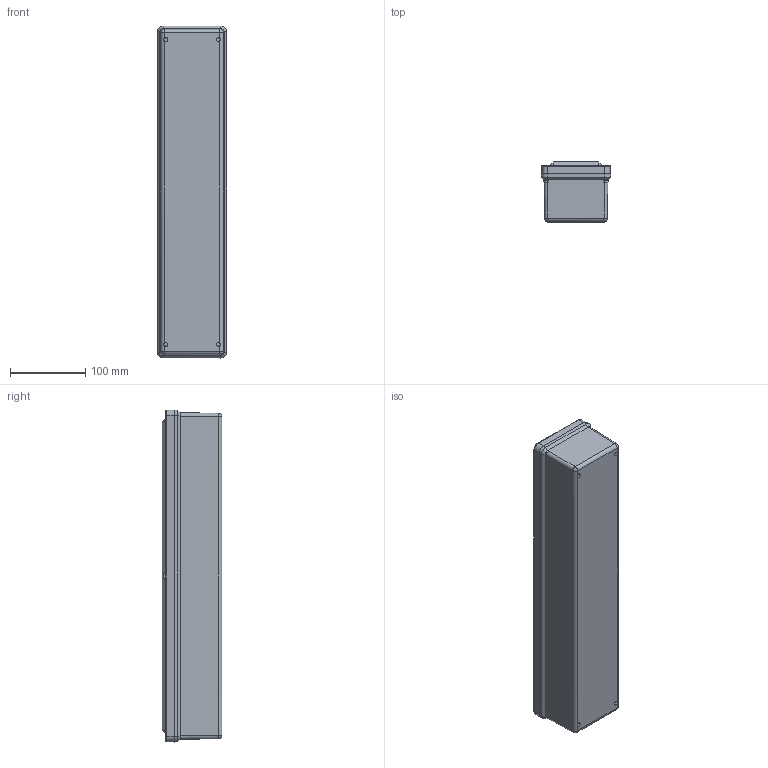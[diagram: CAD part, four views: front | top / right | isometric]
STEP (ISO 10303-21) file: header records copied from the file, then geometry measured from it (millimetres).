
FILE_DESCRIPTION (( 'STEP AP214' ), '1' );
FILE_NAME ('CO1732.STEP', '2018-11-08T23:42:05', ( '' ), ( '' ), 'SwSTEP 2.0', 'SolidWorks 2018', '' );
FILE_SCHEMA (( 'AUTOMOTIVE_DESIGN' ));
Length unit declared in the file: inch
Products named in the file (1): CO1732
Bounding box: 92.08 x 79.25 x 440.6 mm (x, y, z)
Volume: 574407.3 mm3; surface area: 340013.1 mm2
Topology: 15 solids, 15 shells, 503 faces, 1268 edges, 810 vertices
Faces by surface type: plane 225, cylinder 148, bspline 72, cone 50, torus 8
Full cylindrical faces by diameter (mm): 4.039 x6, 4.496 x6, 4.826 x6, 5.5 x2, 5.556 x8, 6.858 x6, 9.423 x6, 9.525 x6
Entity records: 25739 total; most frequent: CARTESIAN_POINT 7818, ORIENTED_EDGE 2384, DIRECTION 2136, EDGE_CURVE 1192, VERTEX_POINT 798, AXIS2_PLACEMENT_3D 786, EDGE_LOOP 616, LINE 564
